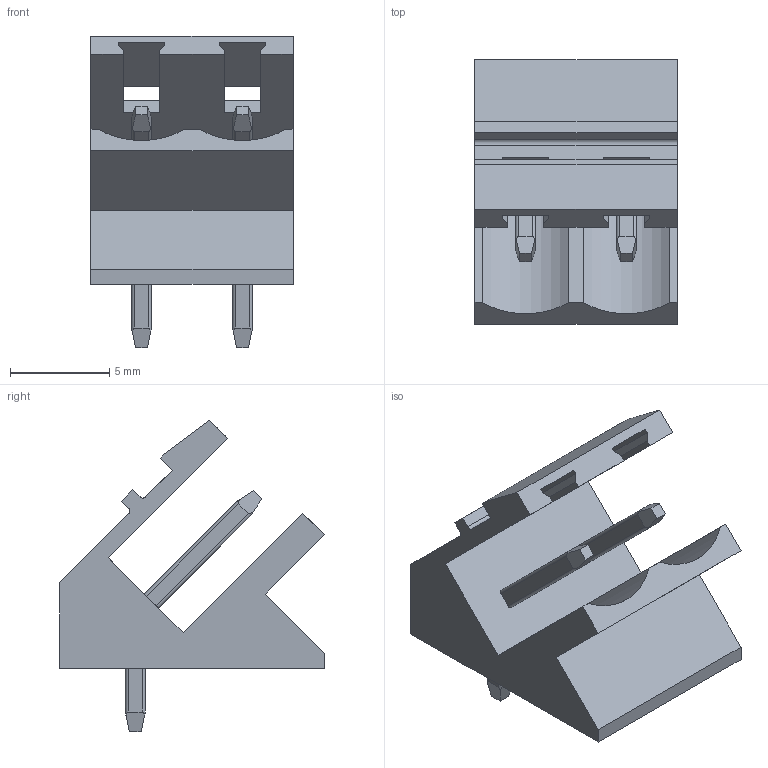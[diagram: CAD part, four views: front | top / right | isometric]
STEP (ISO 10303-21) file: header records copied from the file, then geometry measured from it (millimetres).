
FILE_DESCRIPTION(('CATIA V5 STEP Exchange','CAx-IF Rec.Pracs.--- Model Styling and Organization---1.4--- 2014-01-23'),'2;1');
FILE_NAME ('D1490191_0_1258410000_1258410000.stp','2021-06-18T11:14:05+00:00',('none'),('Weidmueller'),'CATIA Version 5-6 Release 2016 SP3 HF44','CATIA V5 STEP AP214','none');
FILE_SCHEMA(('AUTOMOTIVE_DESIGN { 1 0 10303 214 1 1 1 1 }'));
Length unit declared in the file: millimetre
Products named in the file (1): 1258410000
Bounding box: 10.16 x 13.3 x 15.67 mm (x, y, z)
Volume: 620.5 mm3; surface area: 938.4 mm2
Topology: 3 solids, 3 shells, 120 faces, 330 edges, 212 vertices
Faces by surface type: plane 84, cylinder 36
Entity records: 4317 total; most frequent: CARTESIAN_POINT 1242, ORIENTED_EDGE 660, DIRECTION 500, EDGE_CURVE 330, VECTOR 258, LINE 258, VERTEX_POINT 212, AXIS2_PLACEMENT_3D 134
